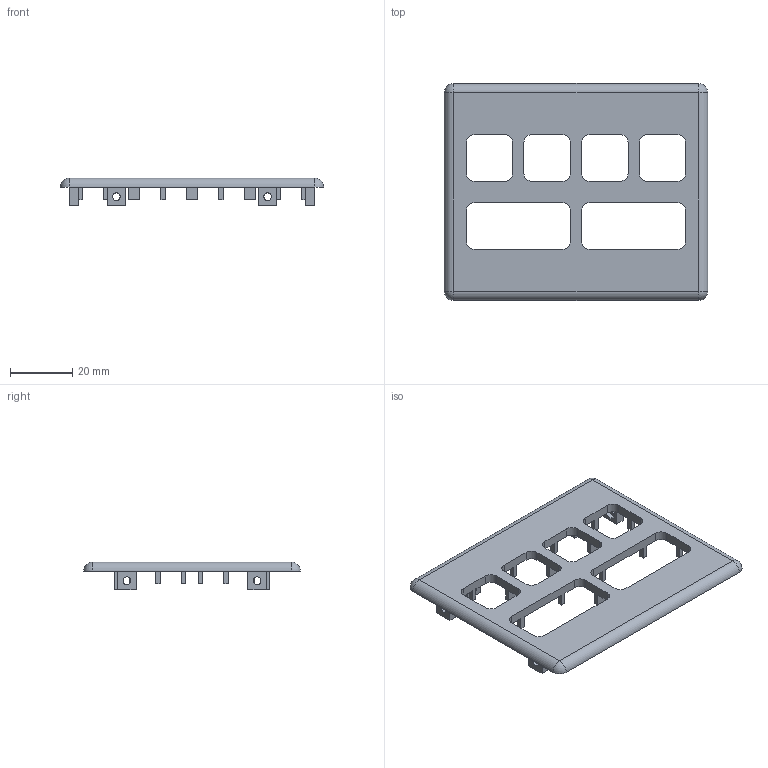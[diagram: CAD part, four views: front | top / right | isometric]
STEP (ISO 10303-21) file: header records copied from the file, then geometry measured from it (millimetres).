
FILE_DESCRIPTION(/* description */ (''),/* implementation_level */ '2;1');
FILE_NAME(/* name */ 'Top.step',/* time_stamp */ '2020-12-19T10:23:10+01:00',/* author */ (''),/* organization */ (''),/* preprocessor_version */ 'ST-DEVELOPER v18.1',/* originating_system */ 'Autodesk Translation Framework v9.7.0.1280',/* authorisation */ '');
FILE_SCHEMA (('AUTOMOTIVE_DESIGN { 1 0 10303 214 3 1 1 }'));
Length unit declared in the file: millimetre
Products named in the file (1): Top
Bounding box: 85 x 70 x 9 mm (x, y, z)
Volume: 12574.1 mm3; surface area: 11532.5 mm2
Topology: 1 solids, 1 shells, 226 faces, 644 edges, 428 vertices
Faces by surface type: plane 186, cylinder 36, sphere 4
Full cylindrical faces by diameter (mm): 2.5 x8
Entity records: 7368 total; most frequent: CARTESIAN_POINT 1299, ORIENTED_EDGE 1288, DIRECTION 1174, EDGE_CURVE 644, LINE 568, VECTOR 568, VERTEX_POINT 428, AXIS2_PLACEMENT_3D 303
